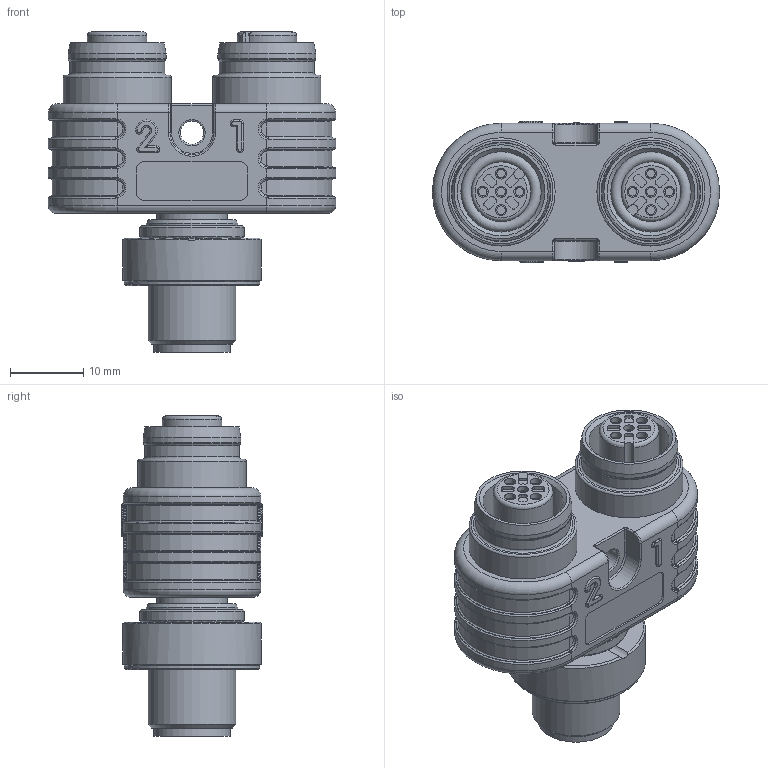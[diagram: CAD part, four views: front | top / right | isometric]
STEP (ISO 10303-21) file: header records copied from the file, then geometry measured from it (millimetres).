
FILE_DESCRIPTION(/* description */ (''),/* implementation_level */ '2;1');
FILE_NAME(/* name */ 'MB-FSM5-2FKM5_4.stp',/* time_stamp */ '2013-12-09T12:52:17+01:00',/* author */ (''),/* organization */ (''),/* preprocessor_version */ 'ST-DEVELOPER v14',/* originating_system */ 'SIEMENS PLM Software NX 8.0',/* authorisation */ '');
FILE_SCHEMA (('AP203_CONFIGURATION_CONTROLLED_3D_DESIGN_OF_MECHANICAL_PARTS_AND_ASSEMBLIES_MIM_LF { 1 0 10303 403 2 1 2}'));
Length unit declared in the file: millimetre
Products named in the file (1): MB-FSM5-2FKM5_4
Bounding box: 39.3 x 19.32 x 43.8 mm (x, y, z)
Volume: 14152.2 mm3; surface area: 6449 mm2
Topology: 1 solids, 1 shells, 514 faces, 1200 edges, 738 vertices
Faces by surface type: cylinder 193, plane 148, torus 91, bspline 58, cone 16, extrusion 8
Full cylindrical faces by diameter (mm): 1 x10, 1.15 x10, 1.5 x10, 1.95 x1, 3.2 x1, 8.375 x1, 9.6 x1, 10.45 x1, 11 x2, 12 x1, 12.5 x1, 13 x2, 13.4 x2, 14.25 x1, 14.8 x2, 18.5 x1, 19 x1
Entity records: 16859 total; most frequent: CARTESIAN_POINT 3993, DIRECTION 2414, ORIENTED_EDGE 2200, EDGE_CURVE 1100, AXIS2_PLACEMENT_3D 1025, VERTEX_POINT 718, EDGE_LOOP 646, CIRCLE 572
